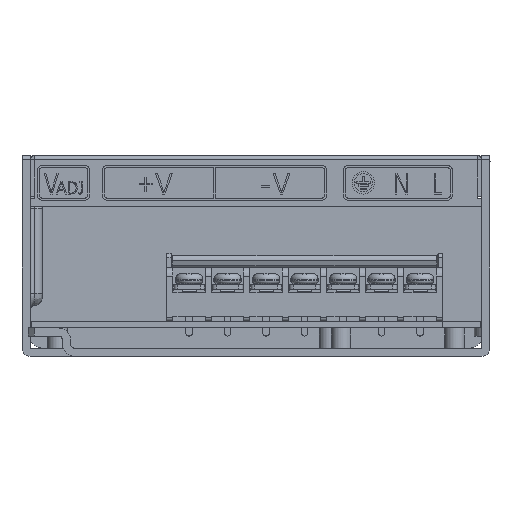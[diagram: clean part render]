
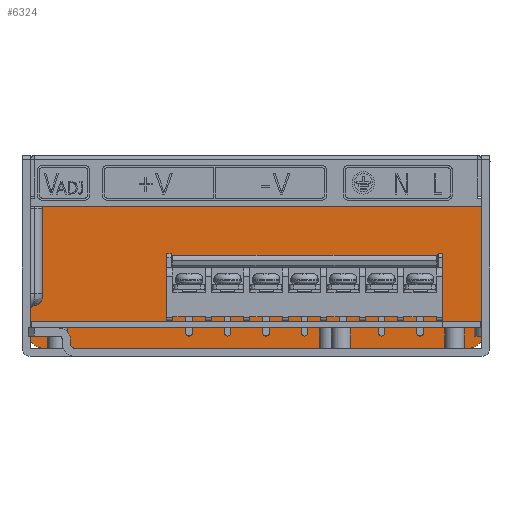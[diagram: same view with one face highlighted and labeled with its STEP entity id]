
A CAD part, left-side view. The second image highlights one B-rep face of the part: STEP entity #6324.
In plain terms, the highlighted planar face has unit normal (-1, 0, 0).
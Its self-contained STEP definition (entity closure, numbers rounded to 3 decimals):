
#4193=FACE_OUTER_BOUND('',#19089,.T.);
#6324=ADVANCED_FACE('',(#4193),#7981,.T.);
#7981=PLANE('',#49204);
#11822=LINE('',#77515,#15829);
#11826=LINE('',#77524,#15833);
#11832=LINE('',#77538,#15839);
#11834=LINE('',#77542,#15841);
#11837=LINE('',#77548,#15844);
#11841=LINE('',#77559,#15848);
#11842=LINE('',#77563,#15849);
#11843=LINE('',#77565,#15850);
#15829=VECTOR('',#58408,1.);
#15833=VECTOR('',#58414,1.);
#15839=VECTOR('',#58422,1.);
#15841=VECTOR('',#58426,1.);
#15844=VECTOR('',#58431,1.);
#15848=VECTOR('',#58441,1.);
#15849=VECTOR('',#58448,1.);
#15850=VECTOR('',#58449,1.);
#19089=EDGE_LOOP('',(#30322,#30323,#30324,#30325,#30326,#30327,#30328,#30329,
#30330,#30331));
#30322=ORIENTED_EDGE('',*,*,#44279,.T.);
#30323=ORIENTED_EDGE('',*,*,#44291,.T.);
#30324=ORIENTED_EDGE('',*,*,#44273,.T.);
#30325=ORIENTED_EDGE('',*,*,#44292,.T.);
#30326=ORIENTED_EDGE('',*,*,#44269,.F.);
#30327=ORIENTED_EDGE('',*,*,#44284,.F.);
#30328=ORIENTED_EDGE('',*,*,#44290,.F.);
#30329=ORIENTED_EDGE('',*,*,#44293,.F.);
#30330=ORIENTED_EDGE('',*,*,#44294,.F.);
#30331=ORIENTED_EDGE('',*,*,#44281,.F.);
#38168=VERTEX_POINT('',#77516);
#38169=VERTEX_POINT('',#77517);
#38172=VERTEX_POINT('',#77525);
#38173=VERTEX_POINT('',#77526);
#38178=VERTEX_POINT('',#77537);
#38179=VERTEX_POINT('',#77539);
#38180=VERTEX_POINT('',#77543);
#38182=VERTEX_POINT('',#77549);
#38185=VERTEX_POINT('',#77558);
#38186=VERTEX_POINT('',#77564);
#44269=EDGE_CURVE('',#38168,#38169,#11822,.T.);
#44273=EDGE_CURVE('',#38172,#38173,#11826,.T.);
#44279=EDGE_CURVE('',#38179,#38178,#11832,.T.);
#44281=EDGE_CURVE('',#38179,#38180,#11834,.T.);
#44284=EDGE_CURVE('',#38182,#38168,#11837,.T.);
#44290=EDGE_CURVE('',#38185,#38182,#11841,.T.);
#44291=EDGE_CURVE('',#38178,#38172,#46538,.T.);
#44292=EDGE_CURVE('',#38173,#38169,#46539,.T.);
#44293=EDGE_CURVE('',#38186,#38185,#11842,.T.);
#44294=EDGE_CURVE('',#38180,#38186,#11843,.T.);
#46538=CIRCLE('',#49202,3.);
#46539=CIRCLE('',#49203,3.);
#49202=AXIS2_PLACEMENT_3D('',#77561,#58444,#58445);
#49203=AXIS2_PLACEMENT_3D('',#77562,#58446,#58447);
#49204=AXIS2_PLACEMENT_3D('',#77566,#58450,#58451);
#58408=DIRECTION('',(0.,0.,-1.));
#58414=DIRECTION('',(0.,-1.,0.));
#58422=DIRECTION('',(0.,0.,-1.));
#58426=DIRECTION('',(0.,-1.,0.));
#58431=DIRECTION('',(0.,-1.,0.));
#58441=DIRECTION('',(0.,0.,-1.));
#58444=DIRECTION('',(-1.,0.,0.));
#58445=DIRECTION('',(0.,0.,1.));
#58446=DIRECTION('',(-1.,0.,0.));
#58447=DIRECTION('',(0.,0.,1.));
#58448=DIRECTION('',(0.,-1.,0.));
#58449=DIRECTION('',(0.,0.,1.));
#58450=DIRECTION('',(-1.,0.,0.));
#58451=DIRECTION('',(0.,0.,1.));
#77515=CARTESIAN_POINT('',(101.,-55.718,48.498));
#77516=CARTESIAN_POINT('',(101.,-55.718,39.));
#77517=CARTESIAN_POINT('',(101.,-55.718,5.));
#77524=CARTESIAN_POINT('',(101.,55.782,2.));
#77525=CARTESIAN_POINT('',(101.,52.782,2.));
#77526=CARTESIAN_POINT('',(101.,-52.718,2.));
#77537=CARTESIAN_POINT('',(101.,55.782,5.));
#77538=CARTESIAN_POINT('',(101.,55.782,48.498));
#77539=CARTESIAN_POINT('',(101.,55.782,39.));
#77542=CARTESIAN_POINT('',(101.,55.782,39.));
#77543=CARTESIAN_POINT('',(101.,54.78,39.));
#77548=CARTESIAN_POINT('',(101.,55.782,39.));
#77549=CARTESIAN_POINT('',(101.,-54.716,39.));
#77558=CARTESIAN_POINT('',(101.,-54.716,48.498));
#77559=CARTESIAN_POINT('',(101.,-54.716,48.498));
#77561=CARTESIAN_POINT('',(101.,52.782,5.));
#77562=CARTESIAN_POINT('',(101.,-52.718,5.));
#77563=CARTESIAN_POINT('',(101.,55.782,48.498));
#77564=CARTESIAN_POINT('',(101.,54.78,48.498));
#77565=CARTESIAN_POINT('',(101.,54.78,48.498));
#77566=CARTESIAN_POINT('',(101.,55.782,48.498));
